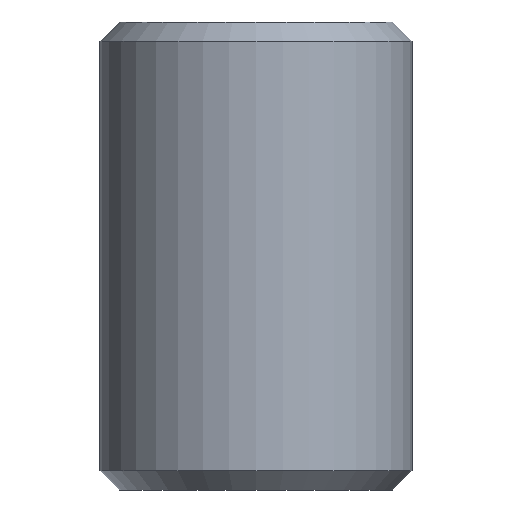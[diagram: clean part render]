
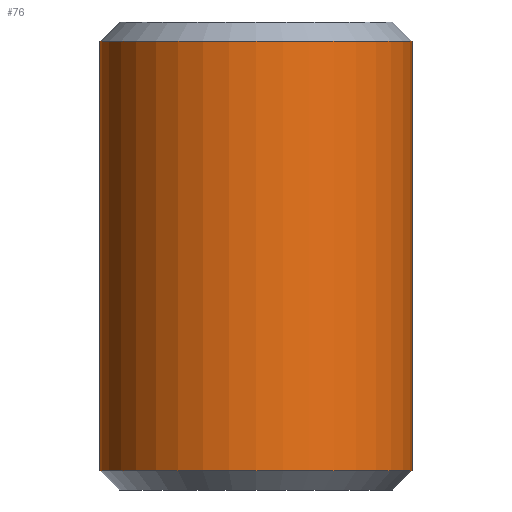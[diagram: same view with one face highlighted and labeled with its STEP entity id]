
A CAD part, front view. The second image highlights one B-rep face of the part: STEP entity #76.
In plain terms, the highlighted cylindrical face has radius 3.175 mm (diameter 6.35 mm), a full revolution.
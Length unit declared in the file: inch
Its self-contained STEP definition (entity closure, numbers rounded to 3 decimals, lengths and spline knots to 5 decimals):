
#17=CYLINDRICAL_SURFACE('',#98,0.125);
#19=FACE_OUTER_BOUND('',#24,.T.);
#24=EDGE_LOOP('',(#60,#61,#62,#63,#64,#65));
#29=LINE('',#146,#32);
#32=VECTOR('',#122,0.125);
#34=CIRCLE('',#95,0.125);
#35=CIRCLE('',#96,0.125);
#37=CIRCLE('',#99,0.125);
#38=CIRCLE('',#100,0.125);
#40=VERTEX_POINT('',#134);
#41=VERTEX_POINT('',#135);
#43=VERTEX_POINT('',#142);
#44=VERTEX_POINT('',#143);
#46=EDGE_CURVE('',#40,#41,#34,.T.);
#47=EDGE_CURVE('',#41,#40,#35,.T.);
#50=EDGE_CURVE('',#43,#44,#37,.T.);
#51=EDGE_CURVE('',#44,#43,#38,.T.);
#52=EDGE_CURVE('',#44,#41,#29,.T.);
#60=ORIENTED_EDGE('',*,*,#50,.F.);
#61=ORIENTED_EDGE('',*,*,#51,.F.);
#62=ORIENTED_EDGE('',*,*,#52,.T.);
#63=ORIENTED_EDGE('',*,*,#46,.F.);
#64=ORIENTED_EDGE('',*,*,#47,.F.);
#65=ORIENTED_EDGE('',*,*,#52,.F.);
#76=ADVANCED_FACE('',(#19),#17,.T.);
#95=AXIS2_PLACEMENT_3D('',#136,#109,#110);
#96=AXIS2_PLACEMENT_3D('',#137,#111,#112);
#98=AXIS2_PLACEMENT_3D('',#141,#116,#117);
#99=AXIS2_PLACEMENT_3D('',#144,#118,#119);
#100=AXIS2_PLACEMENT_3D('',#145,#120,#121);
#109=DIRECTION('center_axis',(0.,0.,1.));
#110=DIRECTION('ref_axis',(0.,-1.,0.));
#111=DIRECTION('center_axis',(0.,0.,1.));
#112=DIRECTION('ref_axis',(0.,-1.,0.));
#116=DIRECTION('center_axis',(0.,0.,-1.));
#117=DIRECTION('ref_axis',(0.,1.,0.));
#118=DIRECTION('center_axis',(0.,0.,-1.));
#119=DIRECTION('ref_axis',(0.,-1.,0.));
#120=DIRECTION('center_axis',(0.,0.,-1.));
#121=DIRECTION('ref_axis',(0.,-1.,0.));
#122=DIRECTION('',(0.,0.,1.));
#134=CARTESIAN_POINT('',(0.,0.875,-0.01563));
#135=CARTESIAN_POINT('',(0.,0.625,-0.01563));
#136=CARTESIAN_POINT('Origin',(0.,0.75,-0.01563));
#137=CARTESIAN_POINT('Origin',(0.,0.75,-0.01563));
#141=CARTESIAN_POINT('Origin',(0.,0.75,-0.1875));
#142=CARTESIAN_POINT('',(0.,0.875,-0.35938));
#143=CARTESIAN_POINT('',(0.,0.625,-0.35938));
#144=CARTESIAN_POINT('Origin',(0.,0.75,-0.35938));
#145=CARTESIAN_POINT('Origin',(0.,0.75,-0.35938));
#146=CARTESIAN_POINT('',(0.,0.625,-0.1875));
